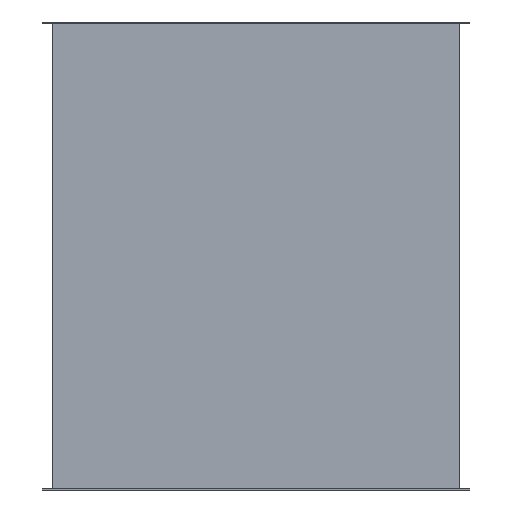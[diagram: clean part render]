
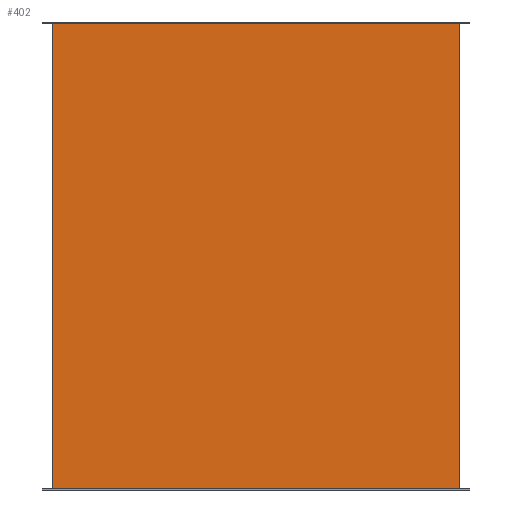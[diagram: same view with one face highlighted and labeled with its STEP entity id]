
A CAD part, left-side view. The second image highlights one B-rep face of the part: STEP entity #402.
In plain terms, the highlighted planar face has unit normal (-1, 0, 0).
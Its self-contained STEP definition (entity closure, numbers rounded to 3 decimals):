
#50 = VERTEX_POINT ( 'NONE', #977 ) ;
#323 = EDGE_LOOP ( 'NONE', ( #324, #379, #382, #385 ) ) ;
#324 = ORIENTED_EDGE ( 'NONE', *, *, #325, .F. ) ;
#325 = EDGE_CURVE ( 'NONE', #326, #50, #1417, .T. ) ;
#326 = VERTEX_POINT ( 'NONE', #1408 ) ;
#379 = ORIENTED_EDGE ( 'NONE', *, *, #380, .T. ) ;
#380 = EDGE_CURVE ( 'NONE', #326, #381, #1556, .T. ) ;
#381 = VERTEX_POINT ( 'NONE', #1552 ) ;
#382 = ORIENTED_EDGE ( 'NONE', *, *, #383, .T. ) ;
#383 = EDGE_CURVE ( 'NONE', #381, #384, #1551, .T. ) ;
#384 = VERTEX_POINT ( 'NONE', #1546 ) ;
#385 = ORIENTED_EDGE ( 'NONE', *, *, #386, .T. ) ;
#386 = EDGE_CURVE ( 'NONE', #384, #50, #1545, .T. ) ;
#402 = ADVANCED_FACE ( 'NONE', ( #1582 ), #1581, .T. ) ;
#977 = CARTESIAN_POINT ( 'NONE',  ( -420., -161., 184. ) ) ;
#1408 = CARTESIAN_POINT ( 'NONE',  ( -420., 161., 184. ) ) ;
#1409 = DIRECTION ( 'NONE',  ( 0., -1., 0. ) ) ;
#1410 = VECTOR ( 'NONE', #1409, 1000. ) ;
#1411 = CARTESIAN_POINT ( 'NONE',  ( -420., 151., 184. ) ) ;
#1417 = LINE ( 'NONE', #1411, #1410 ) ;
#1542 = DIRECTION ( 'NONE',  ( 0., 0., 1. ) ) ;
#1543 = VECTOR ( 'NONE', #1542, 1000. ) ;
#1544 = CARTESIAN_POINT ( 'NONE',  ( -420., -161., -184. ) ) ;
#1545 = LINE ( 'NONE', #1544, #1543 ) ;
#1546 = CARTESIAN_POINT ( 'NONE',  ( -420., -161., -184. ) ) ;
#1547 = DIRECTION ( 'NONE',  ( 0., -1., 0. ) ) ;
#1548 = VECTOR ( 'NONE', #1547, 1000. ) ;
#1550 = CARTESIAN_POINT ( 'NONE',  ( -420., 151., -184. ) ) ;
#1551 = LINE ( 'NONE', #1550, #1548 ) ;
#1552 = CARTESIAN_POINT ( 'NONE',  ( -420., 161., -184. ) ) ;
#1553 = DIRECTION ( 'NONE',  ( 0., 0., -1. ) ) ;
#1554 = VECTOR ( 'NONE', #1553, 1000. ) ;
#1555 = CARTESIAN_POINT ( 'NONE',  ( -420., 161., -184. ) ) ;
#1556 = LINE ( 'NONE', #1555, #1554 ) ;
#1576 = DIRECTION ( 'NONE',  ( 0., -1., 0. ) ) ;
#1577 = DIRECTION ( 'NONE',  ( -1., 0., 0. ) ) ;
#1578 = AXIS2_PLACEMENT_3D ( 'NONE', #1580, #1577, #1576 ) ;
#1580 = CARTESIAN_POINT ( 'NONE',  ( -420., 151., -508.6 ) ) ;
#1581 = PLANE ( 'NONE',  #1578 ) ;
#1582 = FACE_OUTER_BOUND ( 'NONE', #323, .T. ) ;
